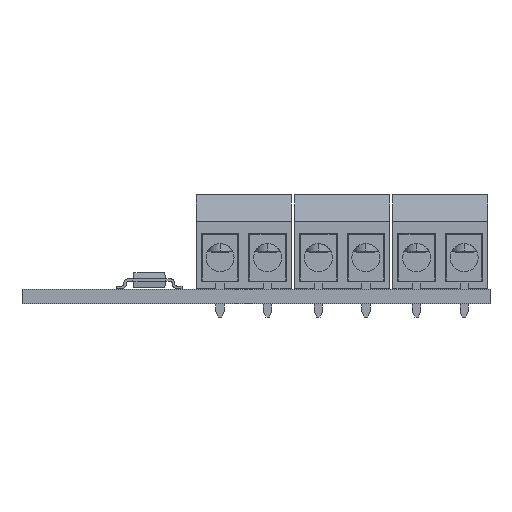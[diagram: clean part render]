
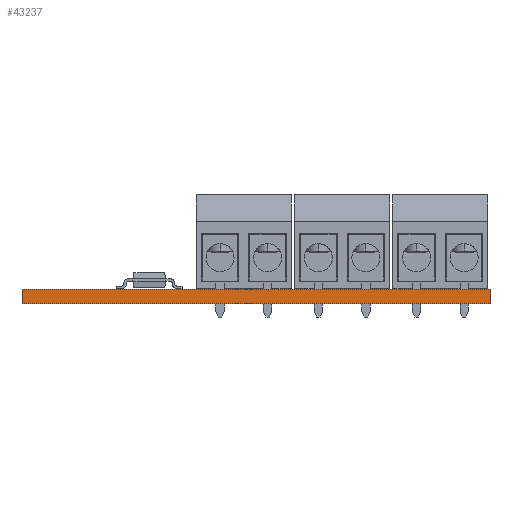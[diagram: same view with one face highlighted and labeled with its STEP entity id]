
A CAD part, front view. The second image highlights one B-rep face of the part: STEP entity #43237.
In plain terms, the highlighted planar face has unit normal (0, -1, 0).
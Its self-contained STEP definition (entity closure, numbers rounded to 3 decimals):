
#43237 = ADVANCED_FACE('',(#43238),#43252,.T.);
#43238 = FACE_BOUND('',#43239,.T.);
#43239 = EDGE_LOOP('',(#43240,#43275,#43303,#43331));
#43240 = ORIENTED_EDGE('',*,*,#43241,.T.);
#43241 = EDGE_CURVE('',#43242,#43244,#43246,.T.);
#43242 = VERTEX_POINT('',#43243);
#43243 = CARTESIAN_POINT('',(159.9,-130.,0.));
#43244 = VERTEX_POINT('',#43245);
#43245 = CARTESIAN_POINT('',(159.9,-130.,1.58));
#43246 = SURFACE_CURVE('',#43247,(#43251,#43263),.PCURVE_S1.);
#43247 = LINE('',#43248,#43249);
#43248 = CARTESIAN_POINT('',(159.9,-130.,0.));
#43249 = VECTOR('',#43250,1.);
#43250 = DIRECTION('',(0.,0.,1.));
#43251 = PCURVE('',#43252,#43257);
#43252 = PLANE('',#43253);
#43253 = AXIS2_PLACEMENT_3D('',#43254,#43255,#43256);
#43254 = CARTESIAN_POINT('',(159.9,-130.,0.));
#43255 = DIRECTION('',(0.,-1.,0.));
#43256 = DIRECTION('',(-1.,0.,0.));
#43257 = DEFINITIONAL_REPRESENTATION('',(#43258),#43262);
#43258 = LINE('',#43259,#43260);
#43259 = CARTESIAN_POINT('',(0.,-0.));
#43260 = VECTOR('',#43261,1.);
#43261 = DIRECTION('',(0.,-1.));
#43262 = ( GEOMETRIC_REPRESENTATION_CONTEXT(2) 
PARAMETRIC_REPRESENTATION_CONTEXT() REPRESENTATION_CONTEXT('2D SPACE',''
  ) );
#43263 = PCURVE('',#43264,#43269);
#43264 = PLANE('',#43265);
#43265 = AXIS2_PLACEMENT_3D('',#43266,#43267,#43268);
#43266 = CARTESIAN_POINT('',(159.9,-80.,0.));
#43267 = DIRECTION('',(1.,0.,-0.));
#43268 = DIRECTION('',(0.,-1.,0.));
#43269 = DEFINITIONAL_REPRESENTATION('',(#43270),#43274);
#43270 = LINE('',#43271,#43272);
#43271 = CARTESIAN_POINT('',(50.,0.));
#43272 = VECTOR('',#43273,1.);
#43273 = DIRECTION('',(0.,-1.));
#43274 = ( GEOMETRIC_REPRESENTATION_CONTEXT(2) 
PARAMETRIC_REPRESENTATION_CONTEXT() REPRESENTATION_CONTEXT('2D SPACE',''
  ) );
#43275 = ORIENTED_EDGE('',*,*,#43276,.T.);
#43276 = EDGE_CURVE('',#43244,#43277,#43279,.T.);
#43277 = VERTEX_POINT('',#43278);
#43278 = CARTESIAN_POINT('',(109.9,-130.,1.58));
#43279 = SURFACE_CURVE('',#43280,(#43284,#43291),.PCURVE_S1.);
#43280 = LINE('',#43281,#43282);
#43281 = CARTESIAN_POINT('',(159.9,-130.,1.58));
#43282 = VECTOR('',#43283,1.);
#43283 = DIRECTION('',(-1.,0.,0.));
#43284 = PCURVE('',#43252,#43285);
#43285 = DEFINITIONAL_REPRESENTATION('',(#43286),#43290);
#43286 = LINE('',#43287,#43288);
#43287 = CARTESIAN_POINT('',(0.,-1.58));
#43288 = VECTOR('',#43289,1.);
#43289 = DIRECTION('',(1.,0.));
#43290 = ( GEOMETRIC_REPRESENTATION_CONTEXT(2) 
PARAMETRIC_REPRESENTATION_CONTEXT() REPRESENTATION_CONTEXT('2D SPACE',''
  ) );
#43291 = PCURVE('',#43292,#43297);
#43292 = PLANE('',#43293);
#43293 = AXIS2_PLACEMENT_3D('',#43294,#43295,#43296);
#43294 = CARTESIAN_POINT('',(134.9,-105.,1.58));
#43295 = DIRECTION('',(-0.,-0.,-1.));
#43296 = DIRECTION('',(-1.,0.,0.));
#43297 = DEFINITIONAL_REPRESENTATION('',(#43298),#43302);
#43298 = LINE('',#43299,#43300);
#43299 = CARTESIAN_POINT('',(-25.,-25.));
#43300 = VECTOR('',#43301,1.);
#43301 = DIRECTION('',(1.,0.));
#43302 = ( GEOMETRIC_REPRESENTATION_CONTEXT(2) 
PARAMETRIC_REPRESENTATION_CONTEXT() REPRESENTATION_CONTEXT('2D SPACE',''
  ) );
#43303 = ORIENTED_EDGE('',*,*,#43304,.F.);
#43304 = EDGE_CURVE('',#43305,#43277,#43307,.T.);
#43305 = VERTEX_POINT('',#43306);
#43306 = CARTESIAN_POINT('',(109.9,-130.,0.));
#43307 = SURFACE_CURVE('',#43308,(#43312,#43319),.PCURVE_S1.);
#43308 = LINE('',#43309,#43310);
#43309 = CARTESIAN_POINT('',(109.9,-130.,0.));
#43310 = VECTOR('',#43311,1.);
#43311 = DIRECTION('',(0.,0.,1.));
#43312 = PCURVE('',#43252,#43313);
#43313 = DEFINITIONAL_REPRESENTATION('',(#43314),#43318);
#43314 = LINE('',#43315,#43316);
#43315 = CARTESIAN_POINT('',(50.,0.));
#43316 = VECTOR('',#43317,1.);
#43317 = DIRECTION('',(0.,-1.));
#43318 = ( GEOMETRIC_REPRESENTATION_CONTEXT(2) 
PARAMETRIC_REPRESENTATION_CONTEXT() REPRESENTATION_CONTEXT('2D SPACE',''
  ) );
#43319 = PCURVE('',#43320,#43325);
#43320 = PLANE('',#43321);
#43321 = AXIS2_PLACEMENT_3D('',#43322,#43323,#43324);
#43322 = CARTESIAN_POINT('',(109.9,-130.,0.));
#43323 = DIRECTION('',(-1.,0.,0.));
#43324 = DIRECTION('',(0.,1.,0.));
#43325 = DEFINITIONAL_REPRESENTATION('',(#43326),#43330);
#43326 = LINE('',#43327,#43328);
#43327 = CARTESIAN_POINT('',(0.,0.));
#43328 = VECTOR('',#43329,1.);
#43329 = DIRECTION('',(0.,-1.));
#43330 = ( GEOMETRIC_REPRESENTATION_CONTEXT(2) 
PARAMETRIC_REPRESENTATION_CONTEXT() REPRESENTATION_CONTEXT('2D SPACE',''
  ) );
#43331 = ORIENTED_EDGE('',*,*,#43332,.F.);
#43332 = EDGE_CURVE('',#43242,#43305,#43333,.T.);
#43333 = SURFACE_CURVE('',#43334,(#43338,#43345),.PCURVE_S1.);
#43334 = LINE('',#43335,#43336);
#43335 = CARTESIAN_POINT('',(159.9,-130.,0.));
#43336 = VECTOR('',#43337,1.);
#43337 = DIRECTION('',(-1.,0.,0.));
#43338 = PCURVE('',#43252,#43339);
#43339 = DEFINITIONAL_REPRESENTATION('',(#43340),#43344);
#43340 = LINE('',#43341,#43342);
#43341 = CARTESIAN_POINT('',(0.,-0.));
#43342 = VECTOR('',#43343,1.);
#43343 = DIRECTION('',(1.,0.));
#43344 = ( GEOMETRIC_REPRESENTATION_CONTEXT(2) 
PARAMETRIC_REPRESENTATION_CONTEXT() REPRESENTATION_CONTEXT('2D SPACE',''
  ) );
#43345 = PCURVE('',#43346,#43351);
#43346 = PLANE('',#43347);
#43347 = AXIS2_PLACEMENT_3D('',#43348,#43349,#43350);
#43348 = CARTESIAN_POINT('',(134.9,-105.,0.));
#43349 = DIRECTION('',(-0.,-0.,-1.));
#43350 = DIRECTION('',(-1.,0.,0.));
#43351 = DEFINITIONAL_REPRESENTATION('',(#43352),#43356);
#43352 = LINE('',#43353,#43354);
#43353 = CARTESIAN_POINT('',(-25.,-25.));
#43354 = VECTOR('',#43355,1.);
#43355 = DIRECTION('',(1.,0.));
#43356 = ( GEOMETRIC_REPRESENTATION_CONTEXT(2) 
PARAMETRIC_REPRESENTATION_CONTEXT() REPRESENTATION_CONTEXT('2D SPACE',''
  ) );
